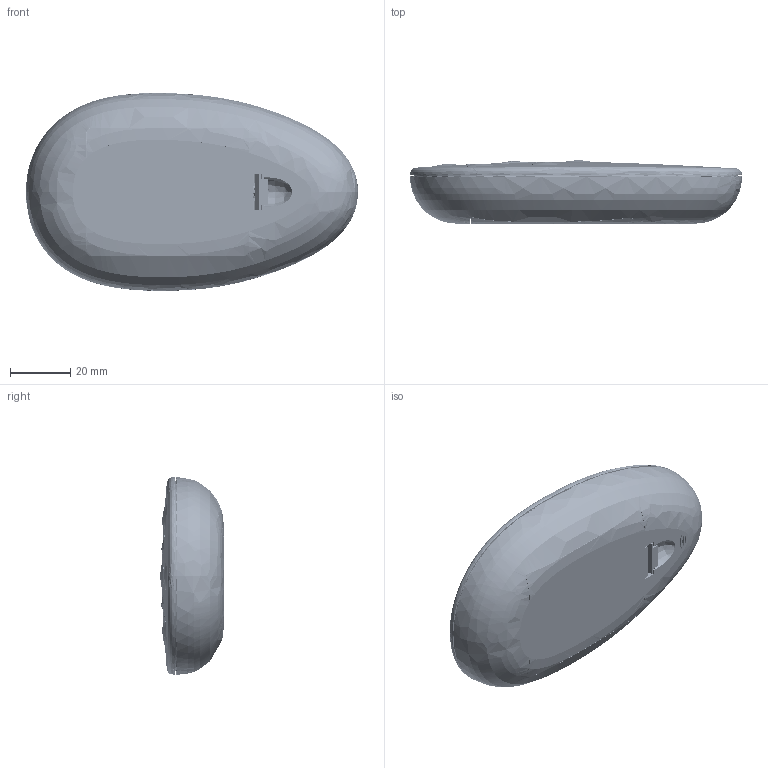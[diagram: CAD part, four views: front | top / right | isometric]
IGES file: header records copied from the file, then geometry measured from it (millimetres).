
Start section: SolidWorks IGES file using analytic representation for surfaces
Global section: file name: Projekt.IGS; native system: SolidWorks 2009; preprocessor: SolidWorks 2009; author: Administrator; date: 121105.063735; units: millimetre
Bounding box: 110 x 21.01 x 65.6 mm (x, y, z)
Surface area: 57929.6 mm2 (no closed solid volume)
Topology: 0 solids, 0 shells, 2249 faces, 28962 edges, 28957 vertices
Faces by surface type: bspline 1645, revolution 604
